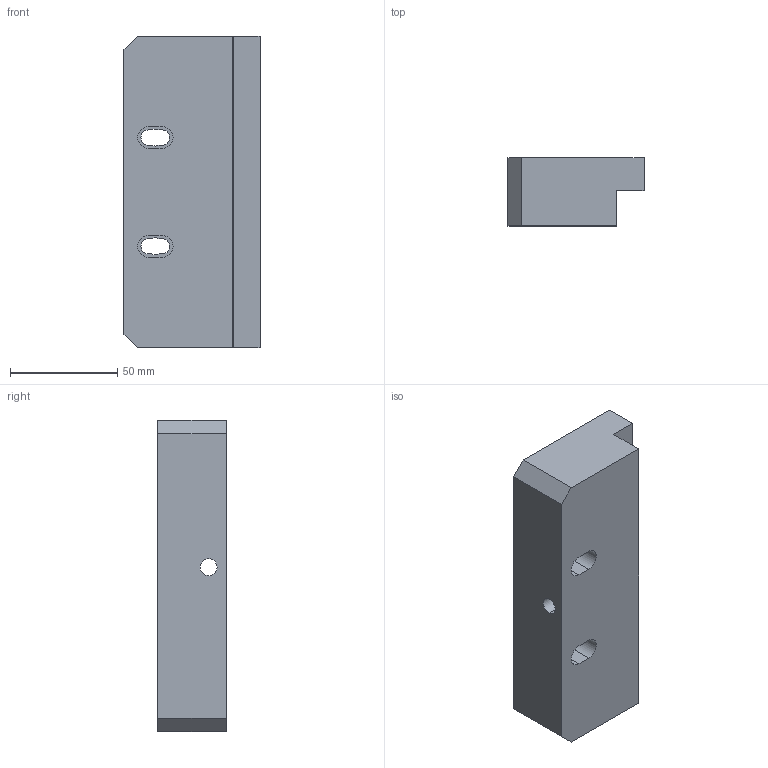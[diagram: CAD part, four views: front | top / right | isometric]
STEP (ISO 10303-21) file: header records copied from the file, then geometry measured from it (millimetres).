
FILE_DESCRIPTION (( 'STEP AP214' ), '1' );
FILE_NAME ('D1101619-v1.STEP', '2013-08-22T16:51:02', ( 'ligo' ), ( '' ), 'SwSTEP 2.0', 'SolidWorks 2013', '' );
FILE_SCHEMA (( 'AUTOMOTIVE_DESIGN' ));
Length unit declared in the file: inch
Products named in the file (1): D1101619-v1
Bounding box: 63.5 x 31.75 x 145.29 mm (x, y, z)
Volume: 249759.6 mm3; surface area: 35142 mm2
Topology: 1 solids, 1 shells, 73 faces, 294 edges, 243 vertices
Faces by surface type: plane 44, cylinder 21, cone 8
Entity records: 4258 total; most frequent: CARTESIAN_POINT 1683, ORIENTED_EDGE 580, DIRECTION 409, EDGE_CURVE 290, VERTEX_POINT 243, LINE 169, VECTOR 169, AXIS2_PLACEMENT_3D 120
